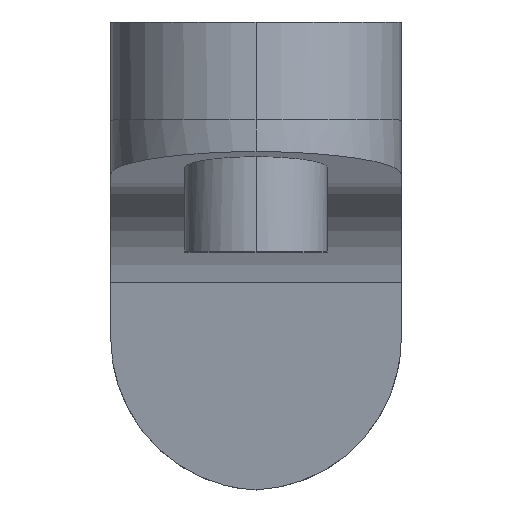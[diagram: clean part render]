
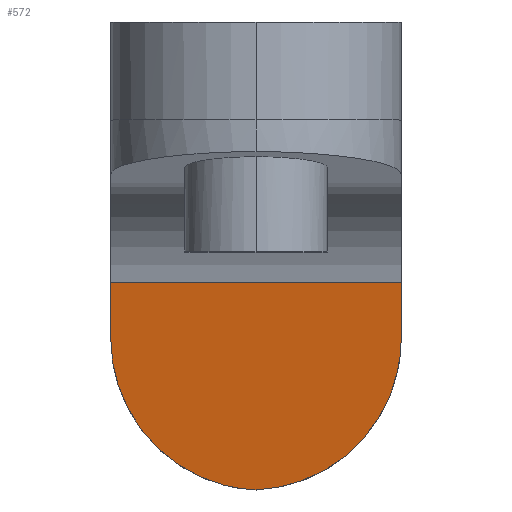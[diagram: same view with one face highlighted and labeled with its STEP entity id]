
A CAD part, top view. The second image highlights one B-rep face of the part: STEP entity #572.
In plain terms, the highlighted planar face has unit normal (0, -0.149, 0.989).
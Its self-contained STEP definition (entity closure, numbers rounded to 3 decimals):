
#7 = CARTESIAN_POINT ( 'NONE',  ( 5.5, -8.25, 2.064 ) ) ;
#10 = FACE_OUTER_BOUND ( 'NONE', #345, .T. ) ;
#25 = CARTESIAN_POINT ( 'NONE',  ( 5.5, -8.25, 2.064 ) ) ;
#29 = CARTESIAN_POINT ( 'NONE',  ( 0., -13.995, 1.201 ) ) ;
#31 = CARTESIAN_POINT ( 'NONE',  ( 0., -13.995, 1.201 ) ) ;
#84 = CARTESIAN_POINT ( 'NONE',  ( -5.5, -6.16, 2.378 ) ) ;
#104 = EDGE_CURVE ( 'NONE', #267, #676, #502, .T. ) ;
#133 = CARTESIAN_POINT ( 'NONE',  ( -5.5, -11.503, 1.575 ) ) ;
#168 = ORIENTED_EDGE ( 'NONE', *, *, #244, .T. ) ;
#183 = PLANE ( 'NONE',  #610 ) ;
#187 = CARTESIAN_POINT ( 'NONE',  ( 5.5, -14., 1.2 ) ) ;
#203 = CARTESIAN_POINT ( 'NONE',  ( 5.5, -6.16, 2.378 ) ) ;
#229 = CARTESIAN_POINT ( 'NONE',  ( 5.5, -6.16, 2.378 ) ) ;
#231 = ORIENTED_EDGE ( 'NONE', *, *, #618, .T. ) ;
#243 = CARTESIAN_POINT ( 'NONE',  ( 0., -13.995, 1.201 ) ) ;
#244 = EDGE_CURVE ( 'NONE', #676, #476, #301, .T. ) ;
#255 = CARTESIAN_POINT ( 'NONE',  ( -5.5, -14., 1.2 ) ) ;
#267 = VERTEX_POINT ( 'NONE', #475 ) ;
#274 = VERTEX_POINT ( 'NONE', #84 ) ;
#285 = ORIENTED_EDGE ( 'NONE', *, *, #104, .T. ) ;
#291 = CARTESIAN_POINT ( 'NONE',  ( -3.25, -13.853, 1.222 ) ) ;
#301 =( BOUNDED_CURVE ( )  B_SPLINE_CURVE ( 3, ( #31, #691, #310, #25 ),
 .UNSPECIFIED., .F., .F. ) 
 B_SPLINE_CURVE_WITH_KNOTS ( ( 4, 4 ),
 ( 3.185, 4.712 ),
 .UNSPECIFIED. ) 
 CURVE ( )  GEOMETRIC_REPRESENTATION_ITEM ( )  RATIONAL_B_SPLINE_CURVE ( ( 1., 0.815, 0.815, 1. ) ) 
 REPRESENTATION_ITEM ( '' )  );
#310 = CARTESIAN_POINT ( 'NONE',  ( 5.5, -11.503, 1.575 ) ) ;
#314 = LINE ( 'NONE', #640, #570 ) ;
#343 = VECTOR ( 'NONE', #363, 1000. ) ;
#345 = EDGE_LOOP ( 'NONE', ( #231, #285, #168, #651, #405 ) ) ;
#363 = DIRECTION ( 'NONE',  ( 0., -0.989, -0.149 ) ) ;
#365 = VECTOR ( 'NONE', #565, 1000. ) ;
#405 = ORIENTED_EDGE ( 'NONE', *, *, #652, .T. ) ;
#406 = DIRECTION ( 'NONE',  ( 0., 0.149, -0.989 ) ) ;
#475 = CARTESIAN_POINT ( 'NONE',  ( -5.5, -8.25, 2.064 ) ) ;
#476 = VERTEX_POINT ( 'NONE', #7 ) ;
#502 =( BOUNDED_CURVE ( )  B_SPLINE_CURVE ( 3, ( #514, #133, #291, #243 ),
 .UNSPECIFIED., .F., .F. ) 
 B_SPLINE_CURVE_WITH_KNOTS ( ( 4, 4 ),
 ( 4.712, 6.24 ),
 .UNSPECIFIED. ) 
 CURVE ( )  GEOMETRIC_REPRESENTATION_ITEM ( )  RATIONAL_B_SPLINE_CURVE ( ( 1., 0.815, 0.815, 1. ) ) 
 REPRESENTATION_ITEM ( '' )  );
#514 = CARTESIAN_POINT ( 'NONE',  ( -5.5, -8.25, 2.064 ) ) ;
#533 = VERTEX_POINT ( 'NONE', #229 ) ;
#534 = LINE ( 'NONE', #255, #343 ) ;
#565 = DIRECTION ( 'NONE',  ( -1., 0., 0. ) ) ;
#569 = DIRECTION ( 'NONE',  ( 0., -0.989, -0.149 ) ) ;
#570 = VECTOR ( 'NONE', #569, 1000. ) ;
#572 = ADVANCED_FACE ( 'NONE', ( #10 ), #183, .F. ) ;
#573 = LINE ( 'NONE', #203, #365 ) ;
#597 = EDGE_CURVE ( 'NONE', #533, #476, #314, .T. ) ;
#610 = AXIS2_PLACEMENT_3D ( 'NONE', #187, #406, #620 ) ;
#618 = EDGE_CURVE ( 'NONE', #274, #267, #534, .T. ) ;
#620 = DIRECTION ( 'NONE',  ( 0., 0.989, 0.149 ) ) ;
#640 = CARTESIAN_POINT ( 'NONE',  ( 5.5, -14., 1.2 ) ) ;
#651 = ORIENTED_EDGE ( 'NONE', *, *, #597, .F. ) ;
#652 = EDGE_CURVE ( 'NONE', #533, #274, #573, .T. ) ;
#676 = VERTEX_POINT ( 'NONE', #29 ) ;
#691 = CARTESIAN_POINT ( 'NONE',  ( 3.25, -13.853, 1.222 ) ) ;
